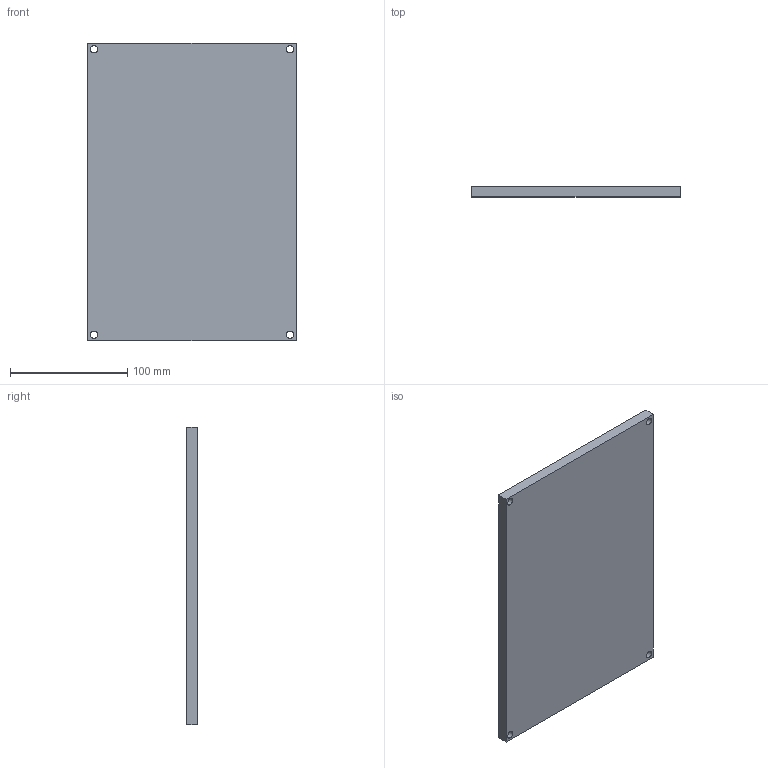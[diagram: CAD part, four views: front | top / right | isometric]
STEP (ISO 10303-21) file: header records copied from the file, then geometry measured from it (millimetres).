
FILE_DESCRIPTION(/* description */ (''),/* implementation_level */ '2;1');
FILE_NAME(/* name */ 'Adam Name Plate.stp',/* time_stamp */ '2016-09-23T13:18:37-04:00',/* author */ ('jhaun'),/* organization */ (''),/* preprocessor_version */ 'ST-DEVELOPER v16.1',/* originating_system */ 'Autodesk Inventor 2016',/* authorisation */ '');
FILE_SCHEMA (('AUTOMOTIVE_DESIGN { 1 0 10303 214 3 1 1 }'));
Length unit declared in the file: inch
Products named in the file (1): Adam Name Plate
Bounding box: 177.8 x 8.89 x 254 mm (x, y, z)
Volume: 369347.8 mm3; surface area: 108125.2 mm2
Topology: 1 solids, 1 shells, 57 faces, 144 edges, 96 vertices
Faces by surface type: plane 49, cylinder 8
Full cylindrical faces by diameter (mm): 6.35 x4, 40.869 x1, 40.875 x1
Entity records: 1706 total; most frequent: CARTESIAN_POINT 292, ORIENTED_EDGE 276, DIRECTION 270, EDGE_CURVE 138, LINE 122, VECTOR 122, VERTEX_POINT 96, EDGE_LOOP 78
